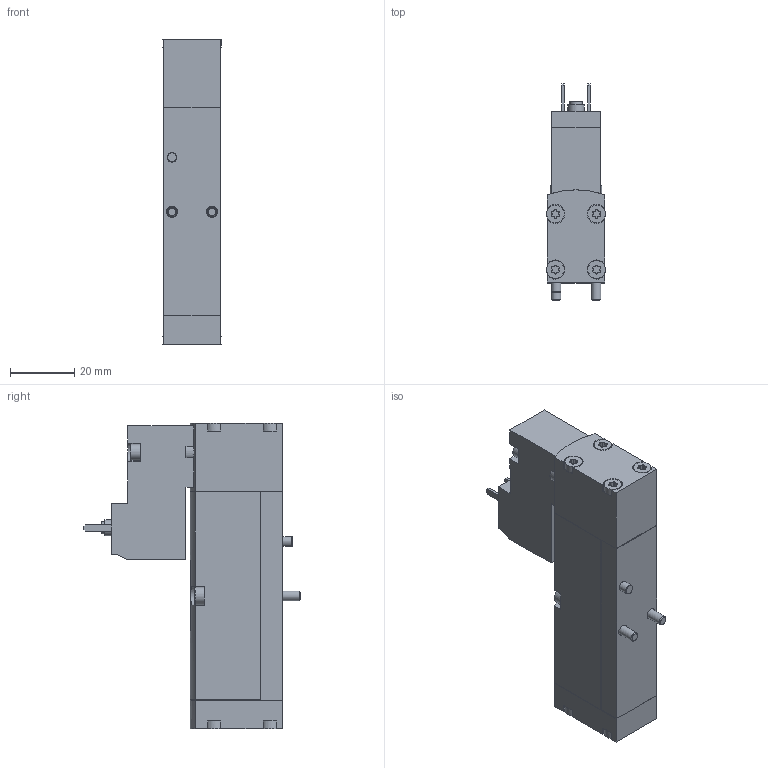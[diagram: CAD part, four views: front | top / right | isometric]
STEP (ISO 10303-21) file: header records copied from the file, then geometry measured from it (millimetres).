
FILE_DESCRIPTION(/* description */ ('STEP AP214'),/* implementation_level */ '2;1');
FILE_NAME(/* name */ '547121_VSVA-B-M52-MZH-A2-1AC1',/* time_stamp */ '2024-09-17T07:38:17+02:00',/* author */ ('License CC BY-ND 4.0'),/* organization */ ('CADENAS'),/* preprocessor_version */ 'ST-DEVELOPER v19.3',/* originating_system */ 'PARTsolutions',/* authorisation */ ' ');
FILE_SCHEMA (('AUTOMOTIVE_DESIGN {1 0 10303 214 3 1 1}'));
Length unit declared in the file: millimetre
Products named in the file (1): 547121 VSVA-B-M52-MZH-A2-1AC1
Bounding box: 18.4 x 67.6 x 95.4 mm (x, y, z)
Volume: 61557.6 mm3; surface area: 15484 mm2
Topology: 1 solids, 1 shells, 300 faces, 791 edges, 519 vertices
Faces by surface type: plane 155, cylinder 137, cone 8
Full cylindrical faces by diameter (mm): 2.013 x1, 2.5 x1, 3 x3, 3.5 x2, 3.8 x1, 4.8 x1, 5 x3, 5.5 x10
Entity records: 11193 total; most frequent: DIRECTION 1622, CARTESIAN_POINT 1617, ORIENTED_EDGE 1490, EDGE_CURVE 745, AXIS2_PLACEMENT_3D 592, VERTEX_POINT 503, LINE 438, VECTOR 438
